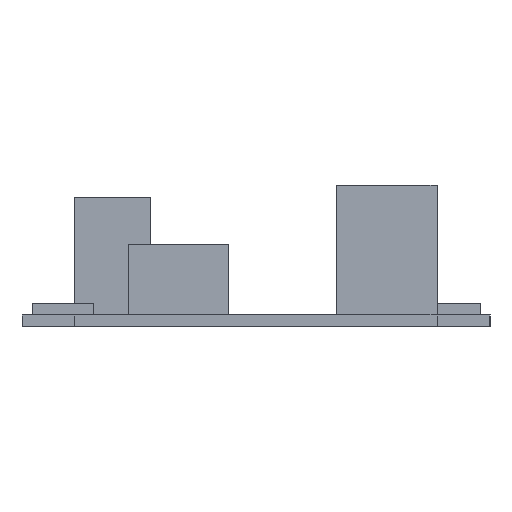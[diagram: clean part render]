
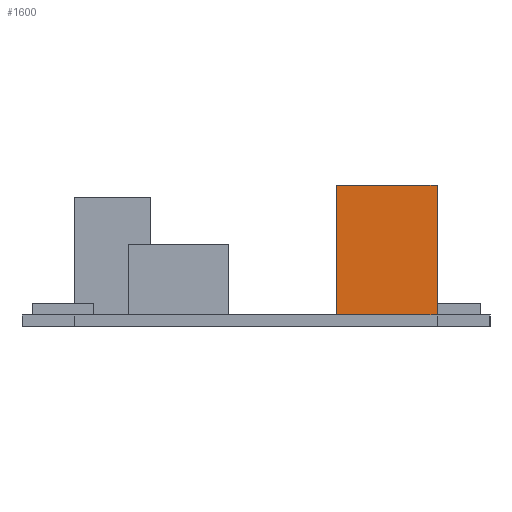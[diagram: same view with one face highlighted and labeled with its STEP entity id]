
A CAD part, left-side view. The second image highlights one B-rep face of the part: STEP entity #1600.
In plain terms, the highlighted planar face has unit normal (-1, 0, 0).
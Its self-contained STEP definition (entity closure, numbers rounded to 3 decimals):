
#114=CARTESIAN_POINT('Line Origine',(24.456,-30.714,24.028)) ;
#118=CARTESIAN_POINT('Vertex',(24.456,-30.714,13.028)) ;
#120=CARTESIAN_POINT('Vertex',(24.456,-30.714,35.028)) ;
#190=CARTESIAN_POINT('Line Origine',(24.456,-22.173,13.028)) ;
#194=CARTESIAN_POINT('Vertex',(24.456,-13.633,13.028)) ;
#1520=CARTESIAN_POINT('Line Origine',(24.456,-22.173,35.028)) ;
#1524=CARTESIAN_POINT('Vertex',(24.456,-13.633,35.028)) ;
#1584=CARTESIAN_POINT('Axis2P3D Location',(24.456,-13.633,13.028)) ;
#1589=CARTESIAN_POINT('Line Origine',(24.456,-13.633,24.028)) ;
#115=DIRECTION('Vector Direction',(0.,0.,1.)) ;
#191=DIRECTION('Vector Direction',(0.,-1.,0.)) ;
#1521=DIRECTION('Vector Direction',(0.,-1.,0.)) ;
#1585=DIRECTION('Axis2P3D Direction',(-1.,0.,0.)) ;
#1586=DIRECTION('Axis2P3D XDirection',(0.,-1.,0.)) ;
#1590=DIRECTION('Vector Direction',(0.,0.,1.)) ;
#1587=AXIS2_PLACEMENT_3D('Plane Axis2P3D',#1584,#1585,#1586) ;
#1595=ORIENTED_EDGE('',*,*,#1593,.F.) ;
#1596=ORIENTED_EDGE('',*,*,#196,.T.) ;
#1597=ORIENTED_EDGE('',*,*,#122,.T.) ;
#1598=ORIENTED_EDGE('',*,*,#1526,.F.) ;
#116=VECTOR('Line Direction',#115,1.) ;
#192=VECTOR('Line Direction',#191,1.) ;
#1522=VECTOR('Line Direction',#1521,1.) ;
#1591=VECTOR('Line Direction',#1590,1.) ;
#1600=ADVANCED_FACE('PartBody',(#1599),#1588,.T.) ;
#122=EDGE_CURVE('',#119,#121,#117,.T.) ;
#196=EDGE_CURVE('',#195,#119,#193,.T.) ;
#1526=EDGE_CURVE('',#1525,#121,#1523,.T.) ;
#1593=EDGE_CURVE('',#195,#1525,#1592,.T.) ;
#1594=EDGE_LOOP('',(#1595,#1596,#1597,#1598)) ;
#1599=FACE_OUTER_BOUND('',#1594,.T.) ;
#117=LINE('Line',#114,#116) ;
#193=LINE('Line',#190,#192) ;
#1523=LINE('Line',#1520,#1522) ;
#1592=LINE('Line',#1589,#1591) ;
#1588=PLANE('',#1587) ;
#119=VERTEX_POINT('',#118) ;
#121=VERTEX_POINT('',#120) ;
#195=VERTEX_POINT('',#194) ;
#1525=VERTEX_POINT('',#1524) ;
